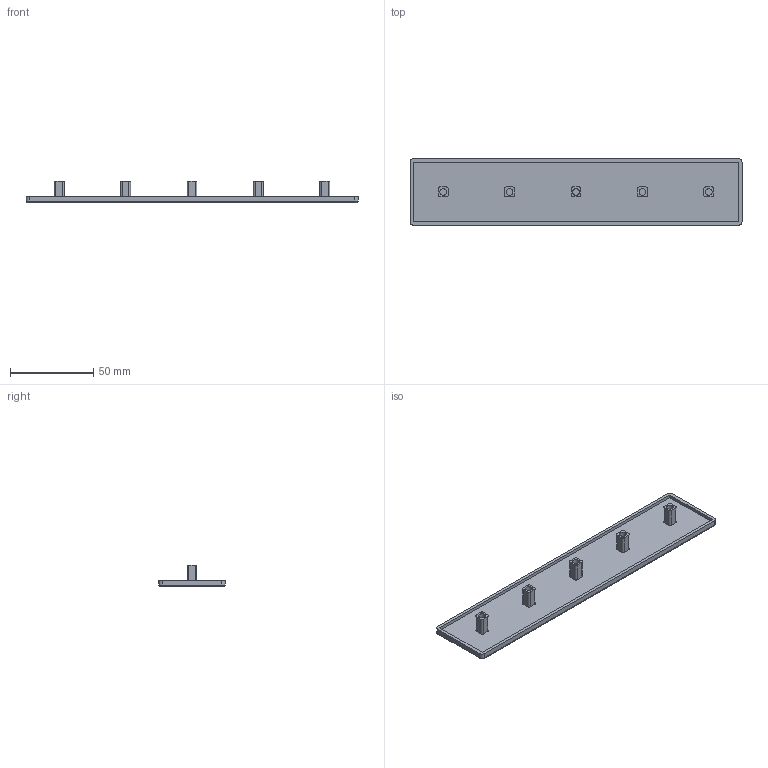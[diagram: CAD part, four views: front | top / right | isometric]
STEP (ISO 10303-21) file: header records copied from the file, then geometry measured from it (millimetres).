
FILE_DESCRIPTION (( 'STEP AP214' ), '1' );
FILE_NAME ('BASE08E1356-Embout 8 200x40.step', '2023-03-24T09:47:52', ( 'Altae' ), ( '' ), 'SwSTEP 2.0', 'SolidWorks 2021', '' );
FILE_SCHEMA (( 'AUTOMOTIVE_DESIGN' ));
Length unit declared in the file: millimetre
Products named in the file (1): BASE08E1356-Embout 8 200x40
Bounding box: 200 x 40 x 13 mm (x, y, z)
Volume: 19013.9 mm3; surface area: 20539.1 mm2
Topology: 1 solids, 1 shells, 83 faces, 202 edges, 132 vertices
Faces by surface type: plane 41, cylinder 38, bspline 4
Entity records: 3439 total; most frequent: CARTESIAN_POINT 490, DIRECTION 434, ORIENTED_EDGE 404, EDGE_CURVE 202, AXIS2_PLACEMENT_3D 156, VERTEX_POINT 132, LINE 122, VECTOR 122
